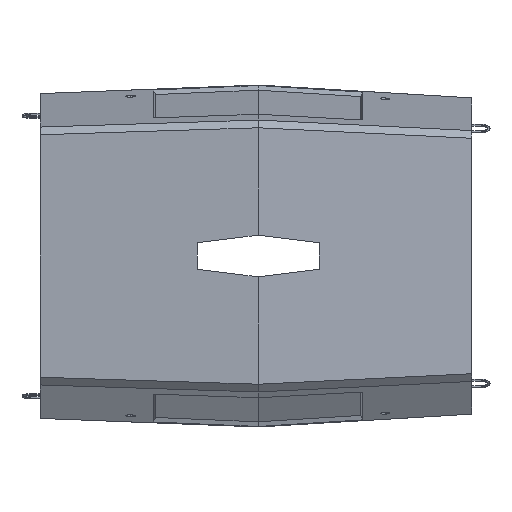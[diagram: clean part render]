
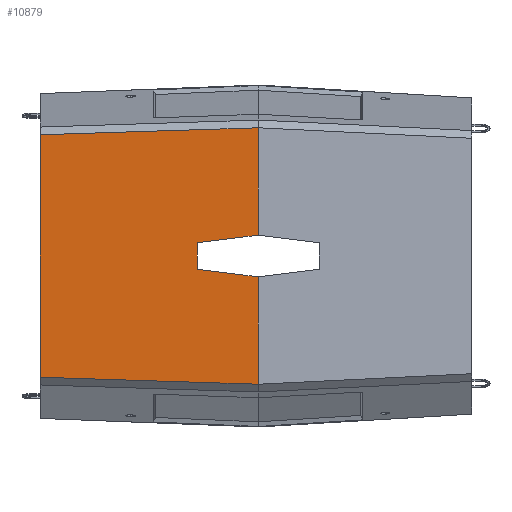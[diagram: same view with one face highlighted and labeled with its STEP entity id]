
A CAD part, left-side view. The second image highlights one B-rep face of the part: STEP entity #10879.
In plain terms, the highlighted planar face has unit normal (-0.999, 0.039, 0).
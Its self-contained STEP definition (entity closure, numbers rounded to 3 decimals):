
#290 = VERTEX_POINT ( 'NONE', #9276 ) ;
#329 = VECTOR ( 'NONE', #6426, 1000. ) ;
#366 = CARTESIAN_POINT ( 'NONE',  ( -1492.704, 58.537, 0. ) ) ;
#524 = CARTESIAN_POINT ( 'NONE',  ( -1455., 1020., -567.347 ) ) ;
#690 = EDGE_CURVE ( 'NONE', #4887, #9007, #2491, .T. ) ;
#903 = DIRECTION ( 'NONE',  ( 0., 0., 1. ) ) ;
#1107 = EDGE_CURVE ( 'NONE', #8794, #290, #1212, .T. ) ;
#1212 = LINE ( 'NONE', #4464, #2788 ) ;
#1532 = ORIENTED_EDGE ( 'NONE', *, *, #4591, .T. ) ;
#1553 = ORIENTED_EDGE ( 'NONE', *, *, #4510, .T. ) ;
#1756 = DIRECTION ( 'NONE',  ( -0.039, -0.992, 0.122 ) ) ;
#1885 = VERTEX_POINT ( 'NONE', #2151 ) ;
#2151 = CARTESIAN_POINT ( 'NONE',  ( -1495., 0., 97.5 ) ) ;
#2171 = VECTOR ( 'NONE', #8953, 1000. ) ;
#2350 = EDGE_CURVE ( 'NONE', #9528, #8794, #2458, .T. ) ;
#2458 = LINE ( 'NONE', #4016, #7203 ) ;
#2491 = LINE ( 'NONE', #6917, #2171 ) ;
#2598 = CARTESIAN_POINT ( 'NONE',  ( -1495., 0., -97.5 ) ) ;
#2743 = ORIENTED_EDGE ( 'NONE', *, *, #9116, .T. ) ;
#2788 = VECTOR ( 'NONE', #4642, 1000. ) ;
#2959 = EDGE_CURVE ( 'NONE', #12924, #9007, #9543, .T. ) ;
#3583 = DIRECTION ( 'NONE',  ( -0.039, -0.999, -0.032 ) ) ;
#3700 = VECTOR ( 'NONE', #7716, 1000. ) ;
#3770 = AXIS2_PLACEMENT_3D ( 'NONE', #366, #8551, #5505 ) ;
#4016 = CARTESIAN_POINT ( 'NONE',  ( -1495., 0., 630. ) ) ;
#4360 = PLANE ( 'NONE',  #3770 ) ;
#4464 = CARTESIAN_POINT ( 'NONE',  ( -1492.277, 69.447, -88.971 ) ) ;
#4510 = EDGE_CURVE ( 'NONE', #12924, #9528, #10960, .T. ) ;
#4591 = EDGE_CURVE ( 'NONE', #12628, #1885, #10167, .T. ) ;
#4642 = DIRECTION ( 'NONE',  ( 0.039, 0.992, 0.122 ) ) ;
#4887 = VERTEX_POINT ( 'NONE', #10620 ) ;
#5358 = ORIENTED_EDGE ( 'NONE', *, *, #12229, .T. ) ;
#5505 = DIRECTION ( 'NONE',  ( 0.039, 0.999, 0. ) ) ;
#5724 = VECTOR ( 'NONE', #3583, 1000. ) ;
#6426 = DIRECTION ( 'NONE',  ( 0., 0., 1. ) ) ;
#6746 = CARTESIAN_POINT ( 'NONE',  ( -1455., 1020., 567.347 ) ) ;
#6756 = CARTESIAN_POINT ( 'NONE',  ( -1483.824, 285., 62.5 ) ) ;
#6917 = CARTESIAN_POINT ( 'NONE',  ( -1491.956, 77.627, 597.501 ) ) ;
#7203 = VECTOR ( 'NONE', #903, 1000. ) ;
#7716 = DIRECTION ( 'NONE',  ( 0., 0., 1. ) ) ;
#7986 = ORIENTED_EDGE ( 'NONE', *, *, #1107, .T. ) ;
#8080 = DIRECTION ( 'NONE',  ( 0., 0., 1. ) ) ;
#8177 = ORIENTED_EDGE ( 'NONE', *, *, #2959, .F. ) ;
#8548 = EDGE_LOOP ( 'NONE', ( #5358, #1532, #2743, #8567, #8177, #1553, #9812, #7986 ) ) ;
#8551 = DIRECTION ( 'NONE',  ( 0.999, -0.039, 0. ) ) ;
#8567 = ORIENTED_EDGE ( 'NONE', *, *, #690, .T. ) ;
#8794 = VERTEX_POINT ( 'NONE', #2598 ) ;
#8953 = DIRECTION ( 'NONE',  ( 0.039, 0.999, -0.032 ) ) ;
#9007 = VERTEX_POINT ( 'NONE', #6746 ) ;
#9116 = EDGE_CURVE ( 'NONE', #1885, #4887, #11315, .T. ) ;
#9243 = VECTOR ( 'NONE', #8080, 1000. ) ;
#9276 = CARTESIAN_POINT ( 'NONE',  ( -1483.824, 285., -62.5 ) ) ;
#9528 = VERTEX_POINT ( 'NONE', #12749 ) ;
#9543 = LINE ( 'NONE', #11631, #3700 ) ;
#9812 = ORIENTED_EDGE ( 'NONE', *, *, #2350, .T. ) ;
#10167 = LINE ( 'NONE', #10925, #12532 ) ;
#10168 = CARTESIAN_POINT ( 'NONE',  ( -1495., 0., 630. ) ) ;
#10417 = CARTESIAN_POINT ( 'NONE',  ( -1483.824, 285., 0. ) ) ;
#10485 = FACE_OUTER_BOUND ( 'NONE', #8548, .T. ) ;
#10620 = CARTESIAN_POINT ( 'NONE',  ( -1495., 0., 599.985 ) ) ;
#10631 = CARTESIAN_POINT ( 'NONE',  ( -1491.956, 77.627, -597.501 ) ) ;
#10879 = ADVANCED_FACE ( 'NONE', ( #10485 ), #4360, .F. ) ;
#10925 = CARTESIAN_POINT ( 'NONE',  ( -1492.277, 69.447, 88.971 ) ) ;
#10960 = LINE ( 'NONE', #10631, #5724 ) ;
#11315 = LINE ( 'NONE', #10168, #9243 ) ;
#11631 = CARTESIAN_POINT ( 'NONE',  ( -1455., 1020., -597.362 ) ) ;
#12229 = EDGE_CURVE ( 'NONE', #290, #12628, #12987, .T. ) ;
#12532 = VECTOR ( 'NONE', #1756, 1000. ) ;
#12628 = VERTEX_POINT ( 'NONE', #6756 ) ;
#12749 = CARTESIAN_POINT ( 'NONE',  ( -1495., 0., -599.985 ) ) ;
#12924 = VERTEX_POINT ( 'NONE', #524 ) ;
#12987 = LINE ( 'NONE', #10417, #329 ) ;
